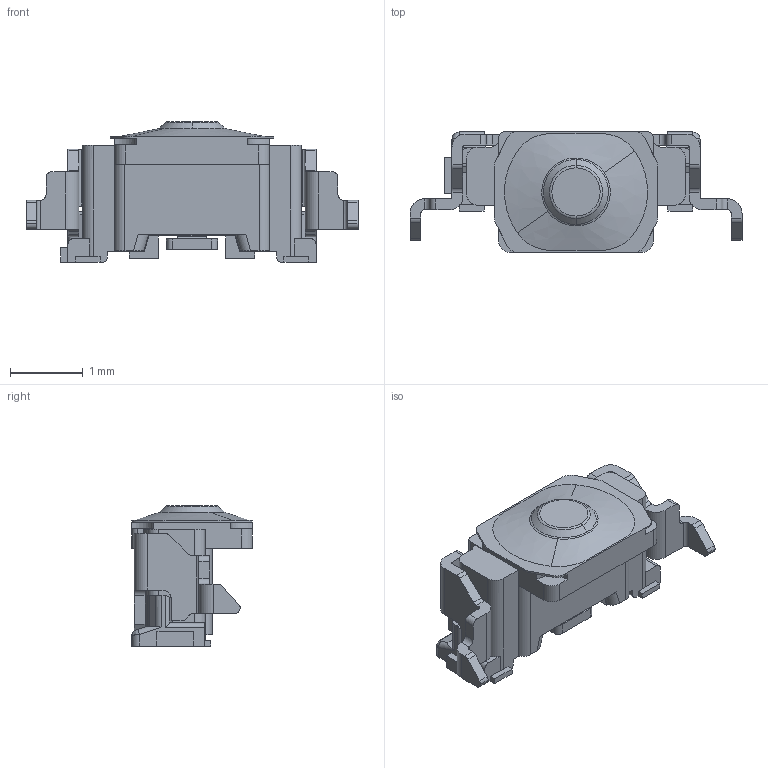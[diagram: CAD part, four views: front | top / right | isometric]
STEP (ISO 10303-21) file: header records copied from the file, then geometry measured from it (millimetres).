
FILE_DESCRIPTION (( 'STEP AP214' ), '1' );
FILE_NAME ('EVP-ATAL1B000.STEP', '2023-06-06T18:00:20', ( '' ), ( '' ), 'SwSTEP 2.0', 'SolidWorks 2022', '' );
FILE_SCHEMA (( 'AUTOMOTIVE_DESIGN' ));
Length unit declared in the file: millimetre
Products named in the file (1): EVP-ATAL1B000
Bounding box: 4.55 x 1.65 x 1.93 mm (x, y, z)
Volume: 5.5 mm3; surface area: 40.2 mm2
Topology: 1 solids, 6 shells, 400 faces, 1136 edges, 747 vertices
Faces by surface type: plane 219, cylinder 140, bspline 20, cone 14, torus 7
Entity records: 13687 total; most frequent: CARTESIAN_POINT 3244, ORIENTED_EDGE 2272, DIRECTION 2114, EDGE_CURVE 1136, VERTEX_POINT 747, VECTOR 722, LINE 722, AXIS2_PLACEMENT_3D 696
